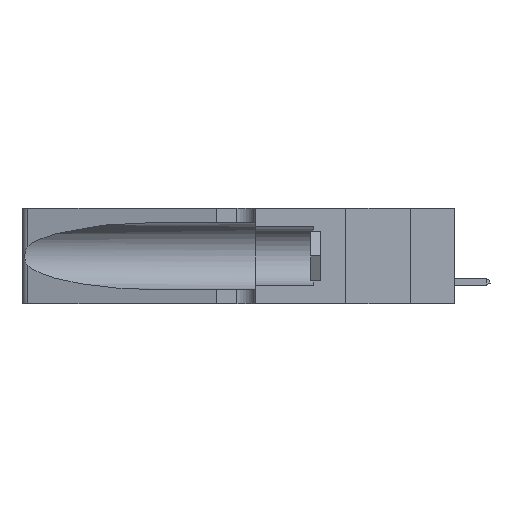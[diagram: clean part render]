
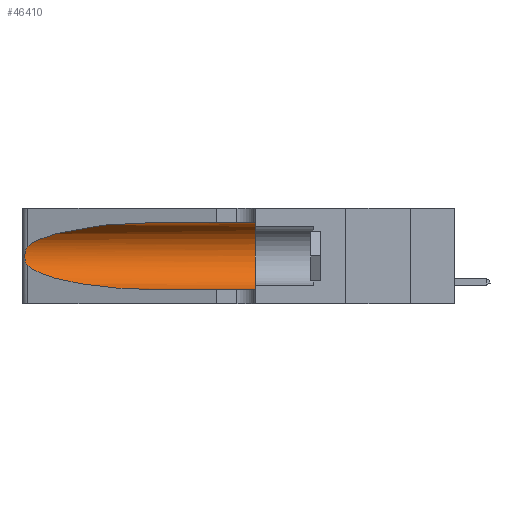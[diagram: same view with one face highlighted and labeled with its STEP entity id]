
A CAD part, left-side view. The second image highlights one B-rep face of the part: STEP entity #46410.
In plain terms, the highlighted cylindrical face has radius 3.308 mm (diameter 6.617 mm), a partial arc.
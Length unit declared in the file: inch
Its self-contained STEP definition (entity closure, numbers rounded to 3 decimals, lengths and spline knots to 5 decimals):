
#686 = EDGE_LOOP ( 'NONE', ( #48099, #34371, #34171, #15811, #45376, #31079 ) ) ;
#2127 = VERTEX_POINT ( 'NONE', #45055 ) ;
#2303 = CARTESIAN_POINT ( 'NONE',  ( 0.26017, 1.23833, 0.17102 ) ) ;
#2448 = CARTESIAN_POINT ( 'NONE',  ( 0.1305, 1.61858, 0.05475 ) ) ;
#2642 = CARTESIAN_POINT ( 'NONE',  ( 0.25555, 1.22993, 0.14849 ) ) ;
#3638 = CARTESIAN_POINT ( 'NONE',  ( 0.2373, 1.15595, 0.08982 ) ) ;
#4274 = LINE ( 'NONE', #2448, #40880 ) ;
#6502 =( BOUNDED_CURVE ( )  B_SPLINE_CURVE ( 3, ( #48547, #48702, #30129, #6905 ),
 .UNSPECIFIED., .F., .F. ) 
 B_SPLINE_CURVE_WITH_KNOTS ( ( 4, 4 ),
 ( 1.5708, 2.84003 ),
 .UNSPECIFIED. ) 
 CURVE ( )  GEOMETRIC_REPRESENTATION_ITEM ( )  RATIONAL_B_SPLINE_CURVE ( ( 1., 0.87, 0.87, 1. ) ) 
 REPRESENTATION_ITEM ( '' )  );
#6753 = CARTESIAN_POINT ( 'NONE',  ( 0.1305, 0.35, 0.31525 ) ) ;
#6883 = EDGE_CURVE ( 'NONE', #13934, #2127, #34887, .T. ) ;
#6905 = CARTESIAN_POINT ( 'NONE',  ( 0.25487, 1.22718, 0.22369 ) ) ;
#7718 = B_SPLINE_CURVE_WITH_KNOTS ( 'NONE', 3,
 ( #13824, #47745, #44128, #33112, #21545, #40237, #48067, #28807, #2303, #28641, #25166, #21378, #2642, #28984 ),
 .UNSPECIFIED., .F., .F.,
 ( 4, 2, 2, 2, 2, 2, 4 ),
 ( 0., 0.00027, 0.00053, 0.00107, 0.0016, 0.00187, 0.00214 ),
 .UNSPECIFIED. ) ;
#8188 = EDGE_CURVE ( 'NONE', #19969, #13934, #7718, .T. ) ;
#8688 = DIRECTION ( 'NONE',  ( 0., 0., 1. ) ) ;
#10299 = VERTEX_POINT ( 'NONE', #29745 ) ;
#12680 = CARTESIAN_POINT ( 'NONE',  ( 0.25487, 1.22718, 0.22369 ) ) ;
#13824 = CARTESIAN_POINT ( 'NONE',  ( 0.25487, 1.22718, 0.22369 ) ) ;
#13934 = VERTEX_POINT ( 'NONE', #39610 ) ;
#14177 = CARTESIAN_POINT ( 'NONE',  ( 0.18966, 0.96281, 0.05475 ) ) ;
#15811 = ORIENTED_EDGE ( 'NONE', *, *, #30134, .T. ) ;
#15920 = DIRECTION ( 'NONE',  ( 0., 1., 0. ) ) ;
#15953 = EDGE_CURVE ( 'NONE', #10299, #19969, #6502, .T. ) ;
#18900 = CARTESIAN_POINT ( 'NONE',  ( 0.1305, 0.35, 0.185 ) ) ;
#19969 = VERTEX_POINT ( 'NONE', #12680 ) ;
#20375 = VERTEX_POINT ( 'NONE', #41385 ) ;
#21129 = DIRECTION ( 'NONE',  ( 0., 0., -1. ) ) ;
#21378 = CARTESIAN_POINT ( 'NONE',  ( 0.25639, 1.23186, 0.15144 ) ) ;
#21545 = CARTESIAN_POINT ( 'NONE',  ( 0.25854, 1.2359, 0.20912 ) ) ;
#21899 = CARTESIAN_POINT ( 'NONE',  ( 0.25487, 1.22718, 0.14631 ) ) ;
#23187 = FACE_OUTER_BOUND ( 'NONE', #686, .T. ) ;
#24453 = VERTEX_POINT ( 'NONE', #6753 ) ;
#24758 = DIRECTION ( 'NONE',  ( 0., -1., 0. ) ) ;
#25166 = CARTESIAN_POINT ( 'NONE',  ( 0.25789, 1.23486, 0.15765 ) ) ;
#25679 = CARTESIAN_POINT ( 'NONE',  ( 0.1305, 0.72297, 0.05475 ) ) ;
#27947 = CYLINDRICAL_SURFACE ( 'NONE', #34497, 0.13025 ) ;
#28641 = CARTESIAN_POINT ( 'NONE',  ( 0.25856, 1.23593, 0.16098 ) ) ;
#28807 = CARTESIAN_POINT ( 'NONE',  ( 0.26075, 1.23896, 0.178 ) ) ;
#28984 = CARTESIAN_POINT ( 'NONE',  ( 0.25487, 1.22718, 0.14631 ) ) ;
#29745 = CARTESIAN_POINT ( 'NONE',  ( 0.1305, 0.72297, 0.31525 ) ) ;
#30129 = CARTESIAN_POINT ( 'NONE',  ( 0.2373, 1.15595, 0.28018 ) ) ;
#30134 = EDGE_CURVE ( 'NONE', #2127, #20375, #4274, .T. ) ;
#31079 = ORIENTED_EDGE ( 'NONE', *, *, #45214, .F. ) ;
#31523 = EDGE_CURVE ( 'NONE', #24453, #20375, #33642, .T. ) ;
#33112 = CARTESIAN_POINT ( 'NONE',  ( 0.25787, 1.23484, 0.2124 ) ) ;
#33642 = CIRCLE ( 'NONE', #38393, 0.13025 ) ;
#34003 = VECTOR ( 'NONE', #48422, 39.37008 ) ;
#34171 = ORIENTED_EDGE ( 'NONE', *, *, #6883, .T. ) ;
#34371 = ORIENTED_EDGE ( 'NONE', *, *, #8188, .T. ) ;
#34497 = AXIS2_PLACEMENT_3D ( 'NONE', #47333, #24758, #21129 ) ;
#34887 =( BOUNDED_CURVE ( )  B_SPLINE_CURVE ( 3, ( #21899, #3638, #14177, #25679 ),
 .UNSPECIFIED., .F., .T. ) 
 B_SPLINE_CURVE_WITH_KNOTS ( ( 4, 4 ),
 ( 3.44316, 4.71239 ),
 .UNSPECIFIED. ) 
 CURVE ( )  GEOMETRIC_REPRESENTATION_ITEM ( )  RATIONAL_B_SPLINE_CURVE ( ( 1., 0.87, 0.87, 1. ) ) 
 REPRESENTATION_ITEM ( '' )  );
#35780 = CARTESIAN_POINT ( 'NONE',  ( 0.1305, 1.61858, 0.31525 ) ) ;
#38393 = AXIS2_PLACEMENT_3D ( 'NONE', #18900, #15920, #8688 ) ;
#39610 = CARTESIAN_POINT ( 'NONE',  ( 0.25487, 1.22718, 0.14631 ) ) ;
#40237 = CARTESIAN_POINT ( 'NONE',  ( 0.26018, 1.23835, 0.19895 ) ) ;
#40391 = DIRECTION ( 'NONE',  ( 0., -1., 0. ) ) ;
#40880 = VECTOR ( 'NONE', #40391, 39.37008 ) ;
#41385 = CARTESIAN_POINT ( 'NONE',  ( 0.1305, 0.35, 0.05475 ) ) ;
#43995 = LINE ( 'NONE', #35780, #34003 ) ;
#44128 = CARTESIAN_POINT ( 'NONE',  ( 0.25639, 1.23184, 0.21858 ) ) ;
#45055 = CARTESIAN_POINT ( 'NONE',  ( 0.1305, 0.72297, 0.05475 ) ) ;
#45214 = EDGE_CURVE ( 'NONE', #10299, #24453, #43995, .T. ) ;
#45376 = ORIENTED_EDGE ( 'NONE', *, *, #31523, .F. ) ;
#46410 = ADVANCED_FACE ( 'NONE', ( #23187 ), #27947, .F. ) ;
#47333 = CARTESIAN_POINT ( 'NONE',  ( 0.1305, 1.61858, 0.185 ) ) ;
#47745 = CARTESIAN_POINT ( 'NONE',  ( 0.25555, 1.22994, 0.2215 ) ) ;
#48067 = CARTESIAN_POINT ( 'NONE',  ( 0.26075, 1.23896, 0.19203 ) ) ;
#48099 = ORIENTED_EDGE ( 'NONE', *, *, #15953, .T. ) ;
#48422 = DIRECTION ( 'NONE',  ( 0., -1., 0. ) ) ;
#48547 = CARTESIAN_POINT ( 'NONE',  ( 0.1305, 0.72297, 0.31525 ) ) ;
#48702 = CARTESIAN_POINT ( 'NONE',  ( 0.18966, 0.96281, 0.31525 ) ) ;
